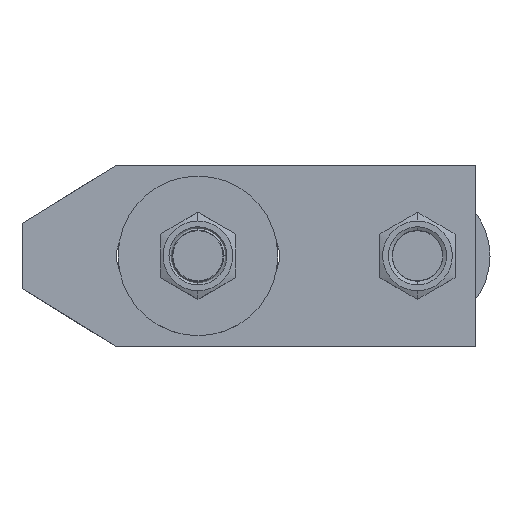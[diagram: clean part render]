
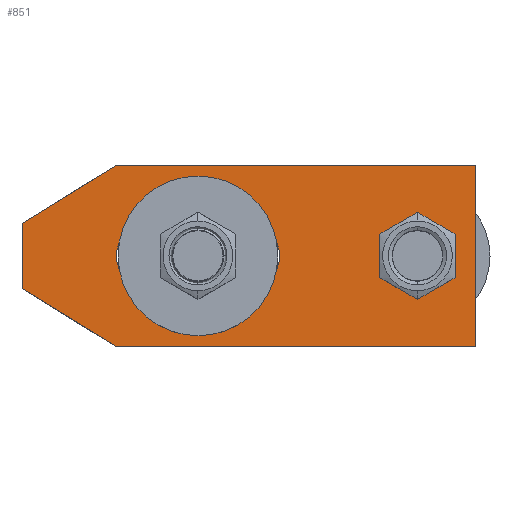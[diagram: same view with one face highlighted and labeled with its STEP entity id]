
A CAD part, top view. The second image highlights one B-rep face of the part: STEP entity #851.
In plain terms, the highlighted planar face has unit normal (0, 0, 1).
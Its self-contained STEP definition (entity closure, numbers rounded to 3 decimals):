
#633=EDGE_CURVE('',#815,#1203,#1750,.T.);
#637=VERTEX_POINT('',#1754);
#695=VERTEX_POINT('',#1820);
#697=VERTEX_POINT('',#1822);
#757=EDGE_CURVE('',#1203,#815,#1889,.T.);
#761=EDGE_CURVE('',#1507,#809,#1893,.T.);
#809=VERTEX_POINT('',#1942);
#815=VERTEX_POINT('',#1948);
#849=EDGE_CURVE('',#697,#869,#1985,.T.);
#851=ADVANCED_FACE('',(#1987,#1988,#1989),#1990,.T.);
#869=VERTEX_POINT('',#2011);
#901=EDGE_CURVE('',#905,#695,#2049,.T.);
#905=VERTEX_POINT('',#2053);
#995=VERTEX_POINT('',#2155);
#1053=EDGE_CURVE('',#695,#637,#2216,.T.);
#1055=VERTEX_POINT('',#2218);
#1167=EDGE_CURVE('',#869,#1055,#2337,.T.);
#1203=VERTEX_POINT('',#2374);
#1253=EDGE_CURVE('',#637,#995,#2430,.T.);
#1369=EDGE_CURVE('',#1655,#697,#2553,.T.);
#1507=VERTEX_POINT('',#2705);
#1551=EDGE_CURVE('',#995,#1507,#2761,.T.);
#1631=EDGE_CURVE('',#1055,#1655,#2856,.T.);
#1633=EDGE_CURVE('',#809,#905,#2858,.T.);
#1655=VERTEX_POINT('',#2883);
#1750=CIRCLE('',#3010,8.0);
#1754=CARTESIAN_POINT('',(0.0,9.,25.0));
#1820=CARTESIAN_POINT('',(0.0,-9.,25.0));
#1822=CARTESIAN_POINT('',(62.0,9.0,25.0));
#1889=CIRCLE('',#3205,8.0);
#1893=LINE('',#3212,#3213);
#1942=CARTESIAN_POINT('',(125.0,-25.0,25.0));
#1948=CARTESIAN_POINT('',(101.0,0.,25.0));
#1985=CIRCLE('',#3358,9.0);
#1987=FACE_BOUND('',#3360,.T.);
#1988=FACE_BOUND('',#3361,.T.);
#1989=FACE_OUTER_BOUND('',#3362,.T.);
#1990=PLANE('',#3363);
#2011=CARTESIAN_POINT('',(62.0,-9.0,25.0));
#2049=LINE('',#3451,#3452);
#2053=CARTESIAN_POINT('',(26.0,-25.0,25.0));
#2155=CARTESIAN_POINT('',(26.0,25.0,25.0));
#2216=LINE('',#3694,#3695);
#2218=CARTESIAN_POINT('',(35.0,-9.0,25.0));
#2337=LINE('',#3913,#3914);
#2374=CARTESIAN_POINT('',(117.0,0.,25.0));
#2430=LINE('',#4043,#4044);
#2553=LINE('',#4256,#4257);
#2705=CARTESIAN_POINT('',(125.0,25.0,25.0));
#2761=LINE('',#4568,#4569);
#2856=CIRCLE('',#4691,9.0);
#2858=LINE('',#4694,#4695);
#2883=CARTESIAN_POINT('',(35.0,9.0,25.0));
#3010=AXIS2_PLACEMENT_3D('',#4825,#4826,#4827);
#3205=AXIS2_PLACEMENT_3D('',#4965,#4966,#4967);
#3212=CARTESIAN_POINT('',(125.0,-25.0,25.0));
#3213=VECTOR('',#4969,1.0);
#3358=AXIS2_PLACEMENT_3D('',#5041,#5042,#5043);
#3360=EDGE_LOOP('',(#5045,#5046));
#3361=EDGE_LOOP('',(#5047,#5048,#5049,#5050));
#3362=EDGE_LOOP('',(#5051,#5052,#5053,#5054,#5055,#5056));
#3363=AXIS2_PLACEMENT_3D('',#5057,#5058,#5059);
#3451=CARTESIAN_POINT('',(0.0,-9.,25.0));
#3452=VECTOR('',#5150,1.0);
#3694=CARTESIAN_POINT('',(0.0,9.,25.0));
#3695=VECTOR('',#5330,1.0);
#3913=CARTESIAN_POINT('',(64.622,-9.0,25.0));
#3914=VECTOR('',#5430,1.0);
#4043=CARTESIAN_POINT('',(26.0,25.0,25.0));
#4044=VECTOR('',#5510,1.0);
#4256=CARTESIAN_POINT('',(51.122,9.0,25.0));
#4257=VECTOR('',#5614,1.0);
#4568=CARTESIAN_POINT('',(125.0,25.0,25.0));
#4569=VECTOR('',#5881,1.0);
#4691=AXIS2_PLACEMENT_3D('',#6021,#6022,#6023);
#4694=CARTESIAN_POINT('',(26.0,-25.0,25.0));
#4695=VECTOR('',#6024,1.0);
#4825=CARTESIAN_POINT('',(109.0,0.0,25.0));
#4826=DIRECTION('',(0.0,0.0,-1.0));
#4827=DIRECTION('',(-1.0,0.,0.0));
#4965=CARTESIAN_POINT('',(109.0,0.0,25.0));
#4966=DIRECTION('',(0.0,0.0,-1.0));
#4967=DIRECTION('',(-1.0,0.,0.0));
#4969=DIRECTION('',(0.0,-1.0,0.0));
#5041=CARTESIAN_POINT('',(62.0,0.0,25.0));
#5042=DIRECTION('',(0.0,0.0,-1.0));
#5043=DIRECTION('',(0.0,1.0,0.0));
#5045=ORIENTED_EDGE('',*,*,#633,.T.);
#5046=ORIENTED_EDGE('',*,*,#757,.T.);
#5047=ORIENTED_EDGE('',*,*,#1631,.T.);
#5048=ORIENTED_EDGE('',*,*,#1369,.T.);
#5049=ORIENTED_EDGE('',*,*,#849,.T.);
#5050=ORIENTED_EDGE('',*,*,#1167,.T.);
#5051=ORIENTED_EDGE('',*,*,#1633,.F.);
#5052=ORIENTED_EDGE('',*,*,#761,.F.);
#5053=ORIENTED_EDGE('',*,*,#1551,.F.);
#5054=ORIENTED_EDGE('',*,*,#1253,.F.);
#5055=ORIENTED_EDGE('',*,*,#1053,.F.);
#5056=ORIENTED_EDGE('',*,*,#901,.F.);
#5057=CARTESIAN_POINT('',(67.244,0.,25.0));
#5058=DIRECTION('',(0.0,0.0,1.0));
#5059=DIRECTION('',(1.0,0.0,0.0));
#5150=DIRECTION('',(-0.852,0.524,0.0));
#5330=DIRECTION('',(0.0,1.0,0.0));
#5430=DIRECTION('',(-1.0,0.0,0.0));
#5510=DIRECTION('',(0.852,0.524,0.0));
#5614=DIRECTION('',(1.0,0.0,0.0));
#5881=DIRECTION('',(1.0,0.0,0.0));
#6021=CARTESIAN_POINT('',(35.0,0.0,25.0));
#6022=DIRECTION('',(0.0,0.0,-1.0));
#6023=DIRECTION('',(0.0,-1.0,0.0));
#6024=DIRECTION('',(-1.0,0.0,0.0));
